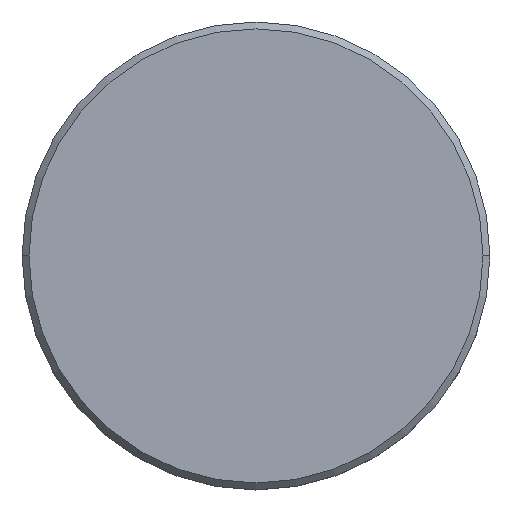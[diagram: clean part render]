
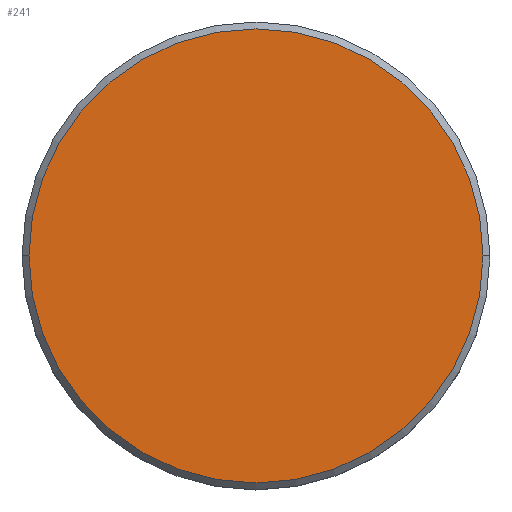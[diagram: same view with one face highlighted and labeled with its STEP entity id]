
A CAD part, top view. The second image highlights one B-rep face of the part: STEP entity #241.
In plain terms, the highlighted planar face has unit normal (0, 0, 1).
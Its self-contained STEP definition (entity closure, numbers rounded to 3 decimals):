
#13 = DIRECTION ( 'NONE',  ( 1., 0., 0. ) ) ;
#28 = CARTESIAN_POINT ( 'NONE',  ( 16.5, 0., 0. ) ) ;
#192 = AXIS2_PLACEMENT_3D ( 'NONE', #298, #595, #753 ) ;
#204 = EDGE_CURVE ( 'NONE', #618, #530, #398, .T. ) ;
#241 = ADVANCED_FACE ( 'NONE', ( #320 ), #949, .T. ) ;
#289 = AXIS2_PLACEMENT_3D ( 'NONE', #830, #1182, #13 ) ;
#298 = CARTESIAN_POINT ( 'NONE',  ( 0., 0., 0. ) ) ;
#314 = CARTESIAN_POINT ( 'NONE',  ( 0., 0., 0. ) ) ;
#320 = FACE_OUTER_BOUND ( 'NONE', #901, .T. ) ;
#398 = CIRCLE ( 'NONE', #289, 16.5 ) ;
#530 = VERTEX_POINT ( 'NONE', #28 ) ;
#590 = CIRCLE ( 'NONE', #192, 16.5 ) ;
#595 = DIRECTION ( 'NONE',  ( 0., 0., 1. ) ) ;
#618 = VERTEX_POINT ( 'NONE', #1024 ) ;
#724 = AXIS2_PLACEMENT_3D ( 'NONE', #314, #870, #946 ) ;
#753 = DIRECTION ( 'NONE',  ( 1., 0., 0. ) ) ;
#770 = ORIENTED_EDGE ( 'NONE', *, *, #1153, .T. ) ;
#779 = ORIENTED_EDGE ( 'NONE', *, *, #204, .T. ) ;
#830 = CARTESIAN_POINT ( 'NONE',  ( 0., 0., 0. ) ) ;
#870 = DIRECTION ( 'NONE',  ( 0., 0., 1. ) ) ;
#901 = EDGE_LOOP ( 'NONE', ( #779, #770 ) ) ;
#946 = DIRECTION ( 'NONE',  ( 1., 0., 0. ) ) ;
#949 = PLANE ( 'NONE',  #724 ) ;
#1024 = CARTESIAN_POINT ( 'NONE',  ( -16.5, 0., 0. ) ) ;
#1153 = EDGE_CURVE ( 'NONE', #530, #618, #590, .T. ) ;
#1182 = DIRECTION ( 'NONE',  ( 0., 0., 1. ) ) ;
